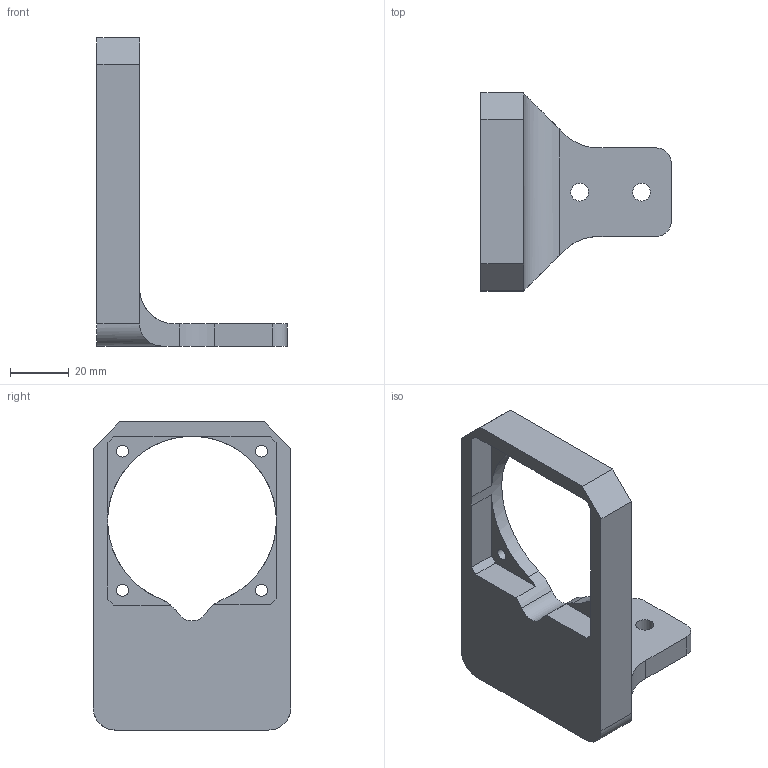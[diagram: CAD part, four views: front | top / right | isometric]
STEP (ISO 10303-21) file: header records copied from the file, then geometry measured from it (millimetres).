
FILE_DESCRIPTION(/* description */ (''),/* implementation_level */ '2;1');
FILE_NAME(/* name */ 'motor_bracket_back.step',/* time_stamp */ '2024-05-15T00:26:08+03:00',/* author */ (''),/* organization */ (''),/* preprocessor_version */ 'ST-DEVELOPER v20',/* originating_system */ 'Autodesk Translation Framework v12.20.1.177',/* authorisation */ '');
FILE_SCHEMA (('AUTOMOTIVE_DESIGN { 1 0 10303 214 3 1 1 }'));
Length unit declared in the file: millimetre
Products named in the file (1): motor_bracket_back
Bounding box: 64.5 x 67 x 104.5 mm (x, y, z)
Volume: 70526.6 mm3; surface area: 20619.8 mm2
Topology: 1 solids, 1 shells, 47 faces, 133 edges, 88 vertices
Faces by surface type: plane 30, cylinder 17
Full cylindrical faces by diameter (mm): 4 x4, 6 x2
Entity records: 1594 total; most frequent: DIRECTION 271, CARTESIAN_POINT 269, ORIENTED_EDGE 266, EDGE_CURVE 133, LINE 91, VECTOR 91, AXIS2_PLACEMENT_3D 90, VERTEX_POINT 88
